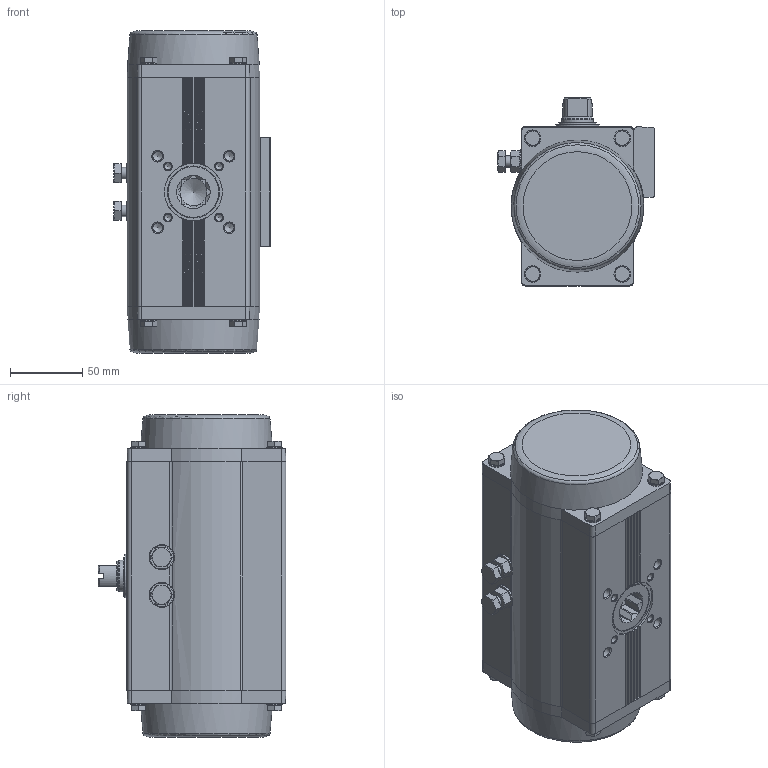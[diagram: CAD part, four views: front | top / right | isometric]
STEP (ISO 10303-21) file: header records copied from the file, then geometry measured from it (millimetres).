
FILE_DESCRIPTION(/* description */ ('STEP AP214'),/* implementation_level */ '2;1');
FILE_NAME(/* name */ '8047631_DFPD-80-RP-90-RS30-F0507-R3-EP',/* time_stamp */ '2024-08-15T18:46:48+02:00',/* author */ ('License CC BY-ND 4.0'),/* organization */ ('CADENAS'),/* preprocessor_version */ 'ST-DEVELOPER v19.3',/* originating_system */ 'PARTsolutions',/* authorisation */ ' ');
FILE_SCHEMA (('AUTOMOTIVE_DESIGN {1 0 10303 214 3 1 1}'));
Length unit declared in the file: millimetre
Products named in the file (6): 8047631 DFPD-80-RP-90-RS30-F0507-R3-EP---(0); 8042187 DFPD-80-90-RS-F05-------(housing); 8042187 DFPD-80(F05_0)---(shaft); 3639455 SCHEIBE 8.2X16X1.5-1.4301; 3639451 DFPD-80; DIN 934 - M8(F)
Assembly tree (8 placements, depth 2):
  8047631 DFPD-80-RP-90-RS30-F0507-R3-EP---(0)
    8042187 DFPD-80-90-RS-F05-------(housing)
    8042187 DFPD-80(F05_0)---(shaft)
    3639455 SCHEIBE 8.2X16X1.5-1.4301  x2
    3639451 DFPD-80  x2
    DIN 934 - M8(F)  x2
Bounding box: 108 x 130 x 223.1 mm (x, y, z)
Volume: 1924794.9 mm3; surface area: 143505.3 mm2
Topology: 8 solids, 8 shells, 631 faces, 1474 edges, 915 vertices
Faces by surface type: plane 319, cone 146, cylinder 139, torus 25, sphere 2
Full cylindrical faces by diameter (mm): 2 x2, 4.134 x8, 4.917 x5, 5 x2, 6.647 x8, 8 x2, 8.2 x2, 8.5 x2, 8.566 x2, 10 x2, 11.5 x8, 12.2 x2, 13 x2, 16 x2, 17.2 x2, 22 x3, 24 x1, 26 x2, 26.3 x1, 30 x2, 31 x1, 35.5 x2, 36 x2, 40 x1
Entity records: 16394 total; most frequent: CARTESIAN_POINT 3387, DIRECTION 2672, ORIENTED_EDGE 2446, EDGE_CURVE 1223, AXIS2_PLACEMENT_3D 1066, VERTEX_POINT 847, FACE_BOUND 816, EDGE_LOOP 802
